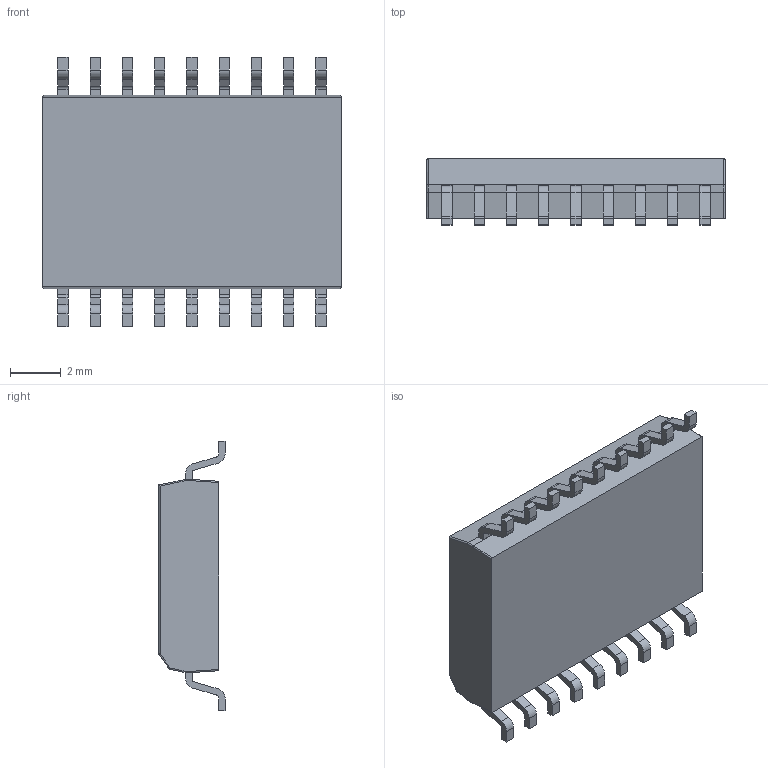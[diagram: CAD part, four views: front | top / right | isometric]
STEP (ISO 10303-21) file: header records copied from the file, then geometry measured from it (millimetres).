
FILE_DESCRIPTION (( 'STEP AP214' ), '1' );
FILE_NAME ('User Library-SOIC-18-300.STEP', '2017-10-01T02:54:25', ( 'Windows User' ), ( '' ), 'SwSTEP 2.0', 'SolidWorks 2017', '' );
FILE_SCHEMA (( 'AUTOMOTIVE_DESIGN' ));
Length unit declared in the file: millimetre
Products named in the file (3): User Library-SOIC-18-300_SOIC_300_SOIC_11.75X7.6_1; User Library-SOIC-18-300_pin_SOIC_SO-300_1; User Library-SOIC-18-300
Assembly tree (19 placements, depth 2):
  User Library-SOIC-18-300
    User Library-SOIC-18-300_pin_SOIC_SO-300_1  x18
    User Library-SOIC-18-300_SOIC_300_SOIC_11.75X7.6_1
Bounding box: 11.75 x 2.6 x 10.6 mm (x, y, z)
Volume: 209.3 mm3; surface area: 319.2 mm2
Topology: 19 solids, 19 shells, 284 faces, 719 edges, 474 vertices
Faces by surface type: plane 192, cylinder 90, bspline 2
Entity records: 2101 total; most frequent: CARTESIAN_POINT 379, DIRECTION 233, ORIENTED_EDGE 214, EDGE_CURVE 107, AXIS2_PLACEMENT_3D 80, VECTOR 73, LINE 73, VERTEX_POINT 66
